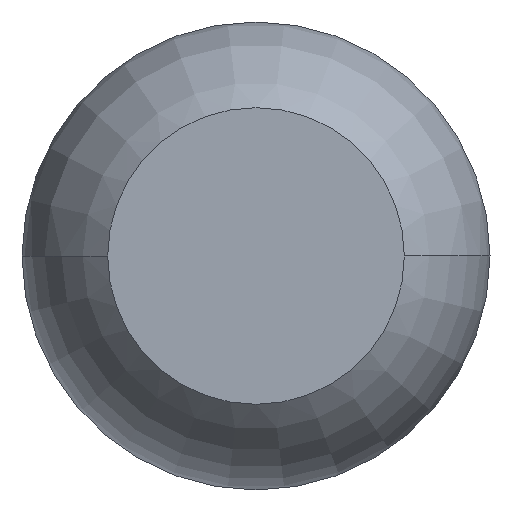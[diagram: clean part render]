
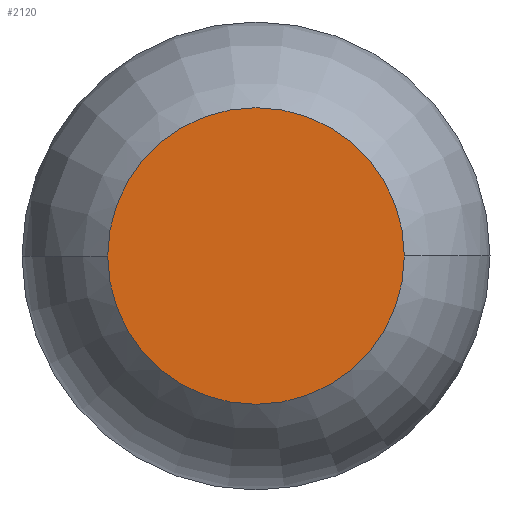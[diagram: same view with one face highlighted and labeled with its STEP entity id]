
A CAD part, front view. The second image highlights one B-rep face of the part: STEP entity #2120.
In plain terms, the highlighted planar face has unit normal (0, -1, 0).
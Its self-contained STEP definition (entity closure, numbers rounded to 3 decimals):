
#237 = DIRECTION ( 'NONE',  ( 1., 0., 0. ) ) ;
#340 = CARTESIAN_POINT ( 'NONE',  ( -0.745, -24.66, 0. ) ) ;
#376 = PLANE ( 'NONE',  #2433 ) ;
#530 = CARTESIAN_POINT ( 'NONE',  ( 0., -24.66, 0. ) ) ;
#541 = ORIENTED_EDGE ( 'NONE', *, *, #1836, .T. ) ;
#727 = DIRECTION ( 'NONE',  ( 0., -1., 0. ) ) ;
#873 = EDGE_CURVE ( 'Defeature ausgef�hrt1_4+Defeature ausgef�hrt1_2+Defeature ausgef�hrt1_2+Defeature ausgef�hrt1_2', #2412, #1004, #3639, .T. ) ;
#966 = CARTESIAN_POINT ( 'NONE',  ( 0., -24.66, 0. ) ) ;
#1004 = VERTEX_POINT ( 'NONE', #340 ) ;
#1134 = AXIS2_PLACEMENT_3D ( 'NONE', #2415, #727, #2699 ) ;
#1836 = EDGE_CURVE ( 'Defeature ausgef�hrt1_4+Defeature ausgef�hrt1_2+Defeature ausgef�hrt1_2+Defeature ausgef�hrt1_2', #1004, #2412, #2299, .T. ) ;
#2070 = AXIS2_PLACEMENT_3D ( 'NONE', #530, #3421, #237 ) ;
#2120 = ADVANCED_FACE ( 'Defeature ausgef�hrt1_4', ( #2131 ), #376, .T. ) ;
#2131 = FACE_OUTER_BOUND ( 'NONE', #3165, .T. ) ;
#2177 = ORIENTED_EDGE ( 'NONE', *, *, #873, .T. ) ;
#2299 = CIRCLE ( 'NONE', #1134, 0.745 ) ;
#2368 = DIRECTION ( 'NONE',  ( 0., -1., 0. ) ) ;
#2412 = VERTEX_POINT ( 'NONE', #3264 ) ;
#2415 = CARTESIAN_POINT ( 'NONE',  ( 0., -24.66, 0. ) ) ;
#2433 = AXIS2_PLACEMENT_3D ( 'NONE', #966, #2368, #2917 ) ;
#2699 = DIRECTION ( 'NONE',  ( 1., 0., 0. ) ) ;
#2917 = DIRECTION ( 'NONE',  ( 1., 0., 0. ) ) ;
#3165 = EDGE_LOOP ( 'NONE', ( #541, #2177 ) ) ;
#3264 = CARTESIAN_POINT ( 'NONE',  ( 0.745, -24.66, 0. ) ) ;
#3421 = DIRECTION ( 'NONE',  ( 0., -1., 0. ) ) ;
#3639 = CIRCLE ( 'NONE', #2070, 0.745 ) ;
